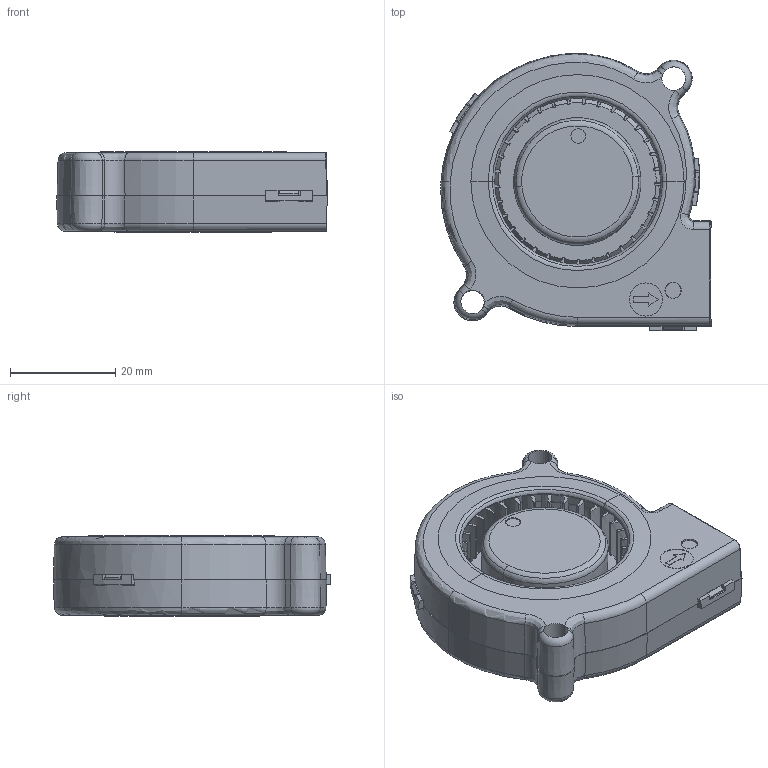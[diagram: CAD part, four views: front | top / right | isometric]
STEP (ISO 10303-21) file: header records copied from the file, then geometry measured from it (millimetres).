
FILE_DESCRIPTION((''),'2;1');
FILE_NAME('ASM0007_ASM','2021-09-28T',('Administrator'),(''),'PRO/ENGINEER BY PARAMETRIC TECHNOLOGY CORPORATION, 2009440','PRO/ENGINEER BY PARAMETRIC TECHNOLOGY CORPORATION, 2009440','');
FILE_SCHEMA(('CONFIG_CONTROL_DESIGN'));
Length unit declared in the file: millimetre
Products named in the file (7): PRT0013; PRT0014; ASM0010_ASM; ASM0009_ASM; ASM0008_ASM; 5015Y3-2; ASM0007_ASM
Assembly tree (6 placements, depth 5):
  ASM0007_ASM
    ASM0008_ASM
      ASM0009_ASM
        ASM0010_ASM
          PRT0013
          PRT0014
    5015Y3-2
Bounding box: 51.4 x 52.61 x 15.3 mm (x, y, z)
Volume: 10562 mm3; surface area: 19289.8 mm2
Topology: 3 solids, 3 shells, 682 faces, 2117 edges, 1447 vertices
Faces by surface type: plane 240, cone 210, cylinder 155, bspline 36, torus 28, extrusion 13
Entity records: 27751 total; most frequent: CARTESIAN_POINT 8942, ORIENTED_EDGE 4234, DIRECTION 3783, EDGE_CURVE 2117, AXIS2_PLACEMENT_3D 1594, VERTEX_POINT 1447, CIRCLE 944, EDGE_LOOP 714
